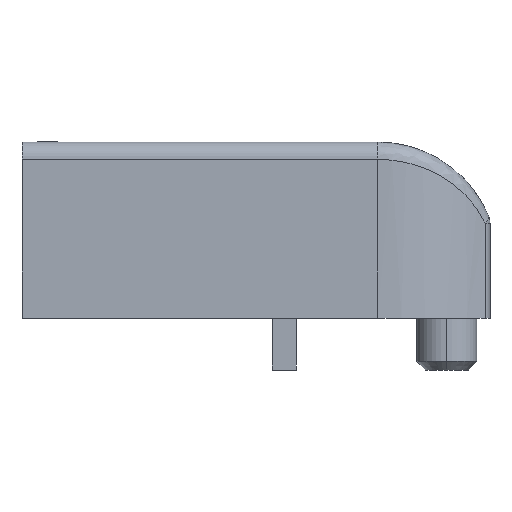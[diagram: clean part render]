
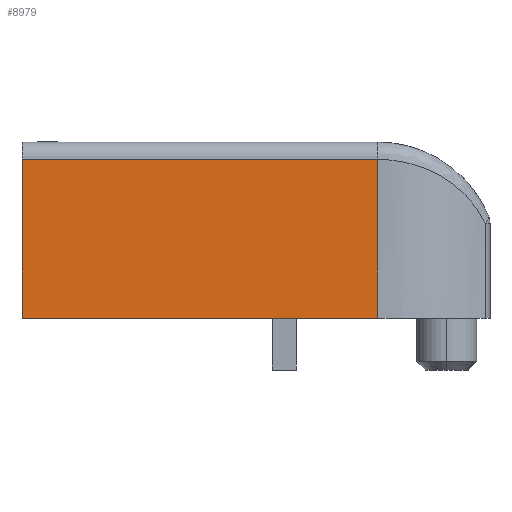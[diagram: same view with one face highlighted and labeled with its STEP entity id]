
A CAD part, left-side view. The second image highlights one B-rep face of the part: STEP entity #8979.
In plain terms, the highlighted planar face has unit normal (-1, 0, 0).
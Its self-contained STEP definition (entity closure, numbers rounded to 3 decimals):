
#466 = DIRECTION ( 'NONE',  ( 0., 0., -1. ) ) ;
#1423 = VERTEX_POINT ( 'NONE', #11601 ) ;
#2037 = ORIENTED_EDGE ( 'NONE', *, *, #11545, .F. ) ;
#2398 = PLANE ( 'NONE',  #7160 ) ;
#2413 = VERTEX_POINT ( 'NONE', #4208 ) ;
#3004 = DIRECTION ( 'NONE',  ( 0., 1., 0. ) ) ;
#3128 = VECTOR ( 'NONE', #13703, 1000. ) ;
#4066 = VERTEX_POINT ( 'NONE', #9221 ) ;
#4208 = CARTESIAN_POINT ( 'NONE',  ( -10.4, -7.05, 9.2 ) ) ;
#4317 = VERTEX_POINT ( 'NONE', #11665 ) ;
#4414 = CARTESIAN_POINT ( 'NONE',  ( -10.4, 0., 9.2 ) ) ;
#5159 = CARTESIAN_POINT ( 'NONE',  ( -10.4, 13.55, 10.2 ) ) ;
#5422 = ORIENTED_EDGE ( 'NONE', *, *, #13647, .F. ) ;
#6005 = DIRECTION ( 'NONE',  ( 0., 0., 1. ) ) ;
#7160 = AXIS2_PLACEMENT_3D ( 'NONE', #12031, #14188, #6005 ) ;
#7459 = LINE ( 'NONE', #5159, #9363 ) ;
#8246 = FACE_OUTER_BOUND ( 'NONE', #14687, .T. ) ;
#8447 = EDGE_CURVE ( 'NONE', #4066, #1423, #7459, .T. ) ;
#8675 = DIRECTION ( 'NONE',  ( 0., 0., -1. ) ) ;
#8865 = CARTESIAN_POINT ( 'NONE',  ( -10.4, 0., 0. ) ) ;
#8979 = ADVANCED_FACE ( 'NONE', ( #8246 ), #2398, .T. ) ;
#9221 = CARTESIAN_POINT ( 'NONE',  ( -10.4, 13.55, 9.2 ) ) ;
#9363 = VECTOR ( 'NONE', #466, 1000. ) ;
#10199 = LINE ( 'NONE', #4414, #3128 ) ;
#10947 = ORIENTED_EDGE ( 'NONE', *, *, #8447, .T. ) ;
#11156 = VECTOR ( 'NONE', #3004, 1000. ) ;
#11223 = VECTOR ( 'NONE', #8675, 1000. ) ;
#11338 = LINE ( 'NONE', #8865, #11156 ) ;
#11545 = EDGE_CURVE ( 'NONE', #4317, #1423, #11338, .T. ) ;
#11601 = CARTESIAN_POINT ( 'NONE',  ( -10.4, 13.55, 0. ) ) ;
#11665 = CARTESIAN_POINT ( 'NONE',  ( -10.4, -7.05, 0. ) ) ;
#12031 = CARTESIAN_POINT ( 'NONE',  ( -10.4, 0., 10.2 ) ) ;
#12796 = ORIENTED_EDGE ( 'NONE', *, *, #14879, .T. ) ;
#13647 = EDGE_CURVE ( 'NONE', #2413, #4317, #14678, .T. ) ;
#13648 = CARTESIAN_POINT ( 'NONE',  ( -10.4, -7.05, 10.2 ) ) ;
#13703 = DIRECTION ( 'NONE',  ( 0., 1., 0. ) ) ;
#14188 = DIRECTION ( 'NONE',  ( -1., 0., 0. ) ) ;
#14678 = LINE ( 'NONE', #13648, #11223 ) ;
#14687 = EDGE_LOOP ( 'NONE', ( #5422, #12796, #10947, #2037 ) ) ;
#14879 = EDGE_CURVE ( 'NONE', #2413, #4066, #10199, .T. ) ;
